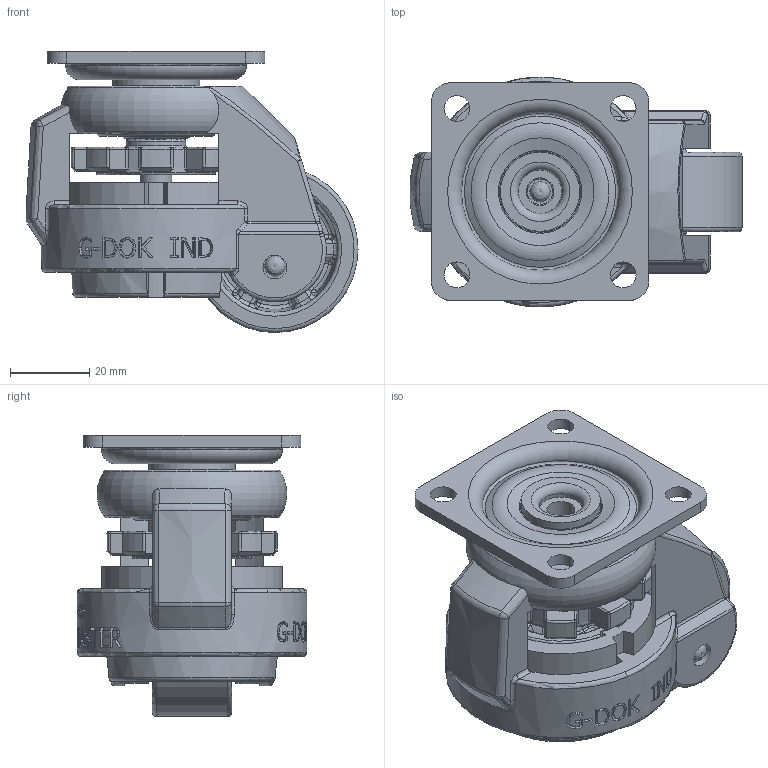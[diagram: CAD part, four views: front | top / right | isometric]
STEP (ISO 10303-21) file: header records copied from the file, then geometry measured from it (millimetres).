
FILE_DESCRIPTION((''),'2;1');
FILE_NAME('GD-40F.stp','2010-12-27T17:14:16',('Administrator'),(''),'Autodesk Inventor 2009','Autodesk Inventor 2009','');
FILE_SCHEMA(('AUTOMOTIVE_DESIGN { 1 0 10303 214 1 1 1 1 }'));
Length unit declared in the file: millimetre
Products named in the file (1): GD-40F
Bounding box: 83.83 x 58 x 71 mm (x, y, z)
Volume: 121331.4 mm3; surface area: 51523.4 mm2
Topology: 4 solids, 4 shells, 1265 faces, 3375 edges, 2141 vertices
Faces by surface type: bspline 447, plane 368, cylinder 288, torus 86, cone 48, sphere 28
Full cylindrical faces by diameter (mm): 2.6 x3, 5 x1, 6 x2, 6.4 x2, 6.5 x4, 7 x2, 7.1 x1, 8 x2, 11 x1, 15 x1, 18 x2, 20 x1, 22 x2, 23.5 x1, 30 x2, 32 x1, 42 x1
Entity records: 74489 total; most frequent: CARTESIAN_POINT 45282, ORIENTED_EDGE 6488, DIRECTION 5547, EDGE_CURVE 3244, AXIS2_PLACEMENT_3D 2244, VERTEX_POINT 2107, EDGE_LOOP 1415, CIRCLE 1376
